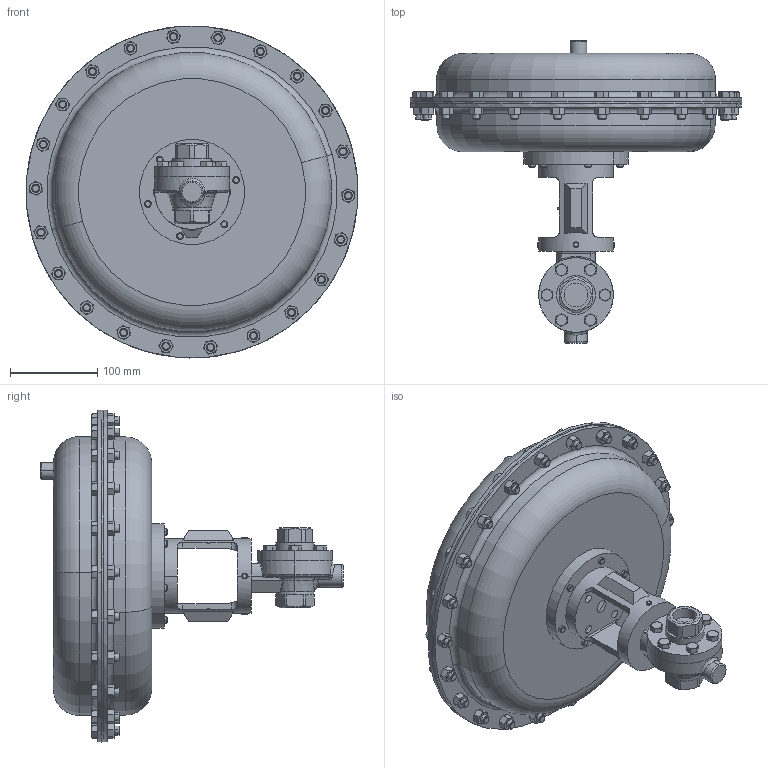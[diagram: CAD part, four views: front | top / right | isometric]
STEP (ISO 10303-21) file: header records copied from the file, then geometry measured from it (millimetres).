
FILE_DESCRIPTION (( 'STEP AP203' ), '1' );
FILE_NAME ('70-075-CS+S6-SW-85M.STEP', '2017-08-23T18:30:13', ( '' ), ( '' ), 'SwSTEP 2.0', 'SolidWorks 2014', '' );
FILE_SCHEMA (( 'CONFIG_CONTROL_DESIGN' ));
Length unit declared in the file: inch
Products named in the file (1): 70-075-CS+S6-SW-85M
Bounding box: 380.89 x 347 x 380.96 mm (x, y, z)
Volume: 9963804.1 mm3; surface area: 397826 mm2
Topology: 1 solids, 1 shells, 1105 faces, 2503 edges, 1493 vertices
Faces by surface type: cone 505, plane 439, cylinder 125, torus 18, bspline 16, sphere 2
Full cylindrical faces by diameter (mm): 6.528 x1, 9.525 x4, 14.732 x1, 54.864 x1
Entity records: 35394 total; most frequent: CARTESIAN_POINT 12088, ORIENTED_EDGE 5002, DIRECTION 4508, EDGE_CURVE 2501, AXIS2_PLACEMENT_3D 1879, VERTEX_POINT 1493, EDGE_LOOP 1202, ADVANCED_FACE 1105
